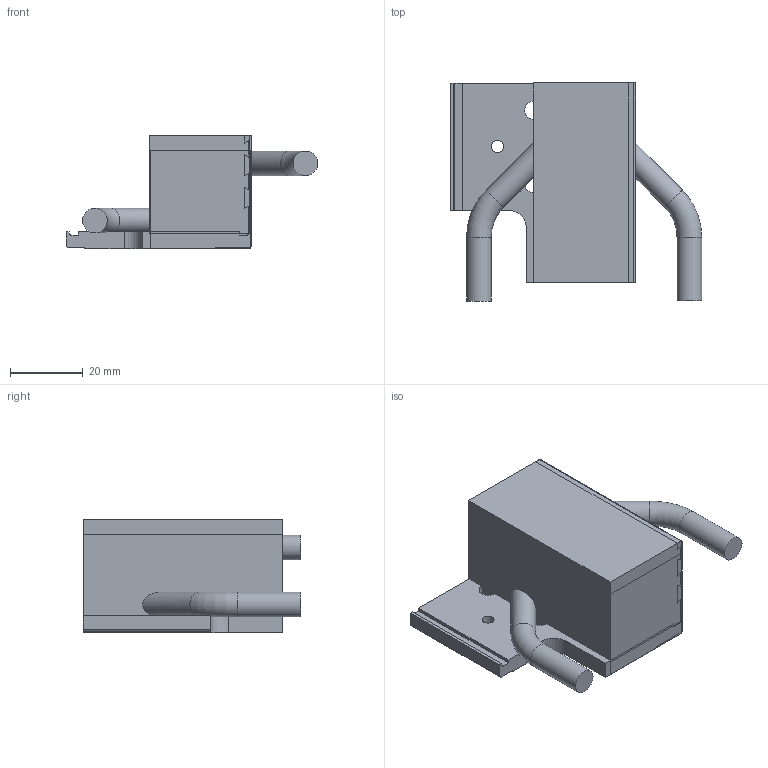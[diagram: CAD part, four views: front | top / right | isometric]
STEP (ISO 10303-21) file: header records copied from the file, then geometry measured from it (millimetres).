
FILE_DESCRIPTION( ( 'Unknown' ), '1' );
FILE_NAME( 'AH T-Series 15052006.stp', 'Unknown', ( 'Unknown' ), ( 'Unknown' ), 'XStep 1.0', 'Unknown', ' ' );
FILE_SCHEMA( ( 'CONFIG_CONTROL_DESIGN' ) );
Length unit declared in the file: millimetre
Products named in the file (3): Assem1; 4022 363 05541; Giethars punt2
Bounding box: 69.23 x 60 x 31.25 mm (x, y, z)
Volume: 110488.7 mm3; surface area: 36212.6 mm2
Topology: 4 solids, 4 shells, 110 faces, 306 edges, 204 vertices
Faces by surface type: plane 80, cylinder 28, torus 2
Full cylindrical faces by diameter (mm): 2.5 x2, 3.3 x4, 5 x2, 6.8 x4
Entity records: 1852 total; most frequent: CARTESIAN_POINT 300, DIRECTION 288, ORIENTED_EDGE 286, EDGE_CURVE 143, LINE 114, VECTOR 114, VERTEX_POINT 99, AXIS2_PLACEMENT_3D 87
